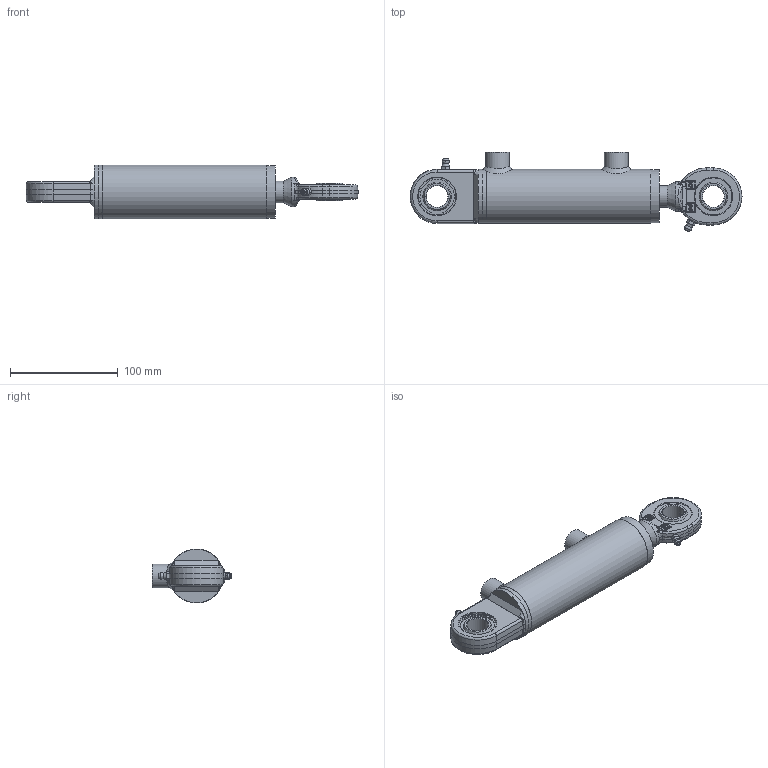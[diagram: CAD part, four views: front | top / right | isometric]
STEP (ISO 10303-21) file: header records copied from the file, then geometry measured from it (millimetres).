
FILE_DESCRIPTION(/* description */ (''),/* implementation_level */ '2;1');
FILE_NAME(/* name */ 'CY0400200086I20I20-1.stp',/* time_stamp */ '2023-01-16T11:46:07+01:00',/* author */ ('msn'),/* organization */ (''),/* preprocessor_version */ 'ST-DEVELOPER v19.2',/* originating_system */ 'Autodesk Inventor 2023',/* authorisation */ '');
FILE_SCHEMA (('AUTOMOTIVE_DESIGN { 1 0 10303 214 3 1 1 }'));
Length unit declared in the file: millimetre
Products named in the file (18): Assembly2; Assembly2_Welds; rør; indskruning; stok; NBF000040050; bøsning 1-4''; 72010006; 50010006; Spina_el_4x10; 72020004; 50020004; 90020003; GE20ES; GE20ES - CORPO; GE20ES - ROTULA; Ingrassatore diritto UNI 7663-A M6; sb_35_unstressed
Assembly tree (19 placements, depth 4):
  Assembly2
    Assembly2_Welds
    rør
    indskruning
    stok
    NBF000040050
    72010006
      50010006
      GE20ES
        GE20ES - CORPO
        GE20ES - ROTULA
      Spina_el_4x10
      Ingrassatore diritto UNI 7663-A M6
    72020004
      50020004
        90020003
      GE20ES
        GE20ES - CORPO
        GE20ES - ROTULA
      Ingrassatore diritto UNI 7663-A M6
      sb_35_unstressed  x2
  bøsning 1-4''
Bounding box: 307.61 x 73.44 x 50 mm (x, y, z)
Volume: 279484.3 mm3; surface area: 109065.2 mm2
Topology: 21 solids, 21 shells, 625 faces, 1561 edges, 982 vertices
Faces by surface type: plane 294, cylinder 130, bspline 92, cone 59, torus 36, sphere 14
Full cylindrical faces by diameter (mm): 2 x6, 3 x2, 4 x1, 4.917 x2, 6 x4, 11.445 x2, 20 x5, 22 x4, 27.5 x1, 33.9 x2, 35 x8, 36 x2, 40 x2, 42 x1, 49 x1, 50 x3
Entity records: 20860 total; most frequent: CARTESIAN_POINT 6964, ORIENTED_EDGE 2816, DIRECTION 2657, EDGE_CURVE 1408, AXIS2_PLACEMENT_3D 908, VERTEX_POINT 892, LINE 841, VECTOR 841
